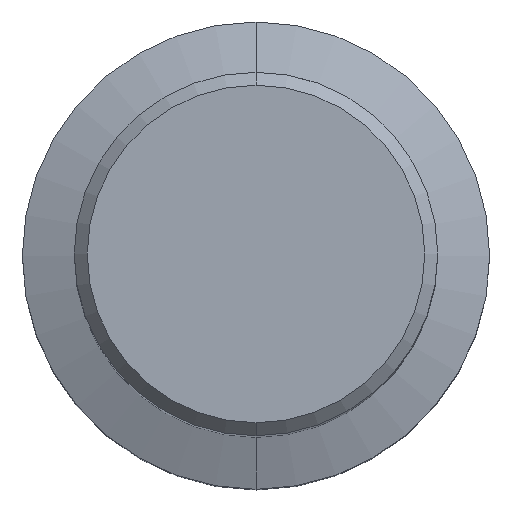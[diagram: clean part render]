
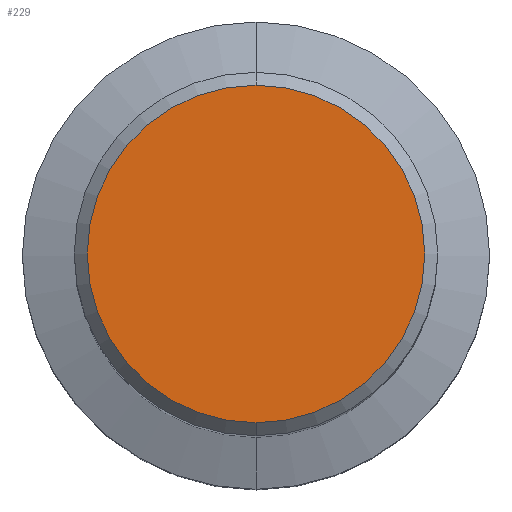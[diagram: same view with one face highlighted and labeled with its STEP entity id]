
A CAD part, top view. The second image highlights one B-rep face of the part: STEP entity #229.
In plain terms, the highlighted planar face has unit normal (0, 0, 1).
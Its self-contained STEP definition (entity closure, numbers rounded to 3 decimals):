
#229=ADVANCED_FACE('',(#587),#588,.T.);
#283=EDGE_CURVE('',#467,#443,#648,.T.);
#443=VERTEX_POINT('',#826);
#467=VERTEX_POINT('',#853);
#473=EDGE_CURVE('',#443,#467,#859,.T.);
#587=FACE_OUTER_BOUND('',#1025,.T.);
#588=PLANE('',#1026);
#648=CIRCLE('',#1240,13.0);
#826=CARTESIAN_POINT('',(0.,-13.0,0.0));
#853=CARTESIAN_POINT('',(0.0,13.0,0.0));
#859=CIRCLE('',#1664,13.0);
#1025=EDGE_LOOP('',(#1835,#1836));
#1026=AXIS2_PLACEMENT_3D('',#1837,#1838,#1839);
#1240=AXIS2_PLACEMENT_3D('',#1918,#1919,#1920);
#1664=AXIS2_PLACEMENT_3D('',#2165,#2166,#2167);
#1835=ORIENTED_EDGE('',*,*,#283,.F.);
#1836=ORIENTED_EDGE('',*,*,#473,.F.);
#1837=CARTESIAN_POINT('',(0.0,6.5,0.0));
#1838=DIRECTION('',(-0.0,0.0,1.0));
#1839=DIRECTION('',(0.0,-1.0,0.0));
#1918=CARTESIAN_POINT('',(0.0,0.0,0.0));
#1919=DIRECTION('',(0.0,0.0,-1.0));
#1920=DIRECTION('',(0.0,1.0,0.0));
#2165=CARTESIAN_POINT('',(0.0,0.0,0.0));
#2166=DIRECTION('',(0.0,0.0,-1.0));
#2167=DIRECTION('',(0.0,1.0,0.0));
